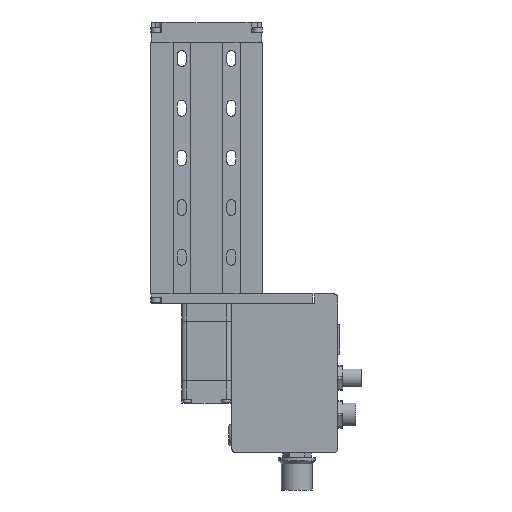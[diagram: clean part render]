
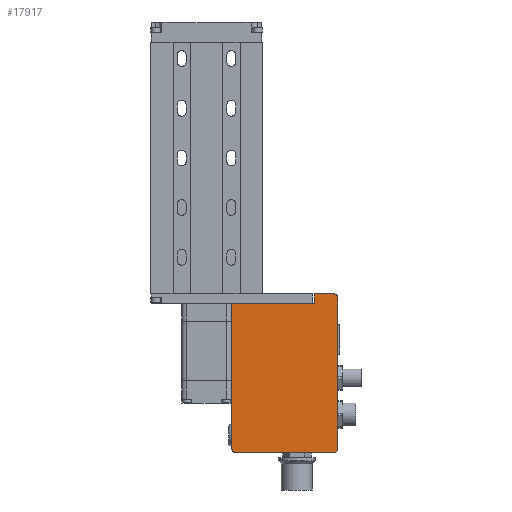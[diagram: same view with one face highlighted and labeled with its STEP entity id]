
A CAD part, front view. The second image highlights one B-rep face of the part: STEP entity #17917.
In plain terms, the highlighted planar face has unit normal (0, -1, 0).
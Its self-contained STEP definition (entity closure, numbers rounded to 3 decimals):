
#372 = LINE ( 'NONE', #10011, #10303 ) ;
#657 = CIRCLE ( 'NONE', #2004, 1.7 ) ;
#765 = LINE ( 'NONE', #7223, #17294 ) ;
#943 = ORIENTED_EDGE ( 'NONE', *, *, #7557, .T. ) ;
#1049 = LINE ( 'NONE', #10880, #1404 ) ;
#1317 = VERTEX_POINT ( 'NONE', #13728 ) ;
#1404 = VECTOR ( 'NONE', #12578, 1000. ) ;
#1535 = EDGE_CURVE ( 'NONE', #15965, #10054, #372, .T. ) ;
#1547 = ORIENTED_EDGE ( 'NONE', *, *, #16819, .T. ) ;
#1654 = VECTOR ( 'NONE', #10450, 1000. ) ;
#1982 = CIRCLE ( 'NONE', #4350, 1.7 ) ;
#2004 = AXIS2_PLACEMENT_3D ( 'NONE', #9007, #8785, #16699 ) ;
#2317 = LINE ( 'NONE', #13508, #1654 ) ;
#2366 = DIRECTION ( 'NONE',  ( 1., 0., 0. ) ) ;
#2860 = DIRECTION ( 'NONE',  ( 0., 0., 1. ) ) ;
#3079 = ORIENTED_EDGE ( 'NONE', *, *, #7760, .F. ) ;
#3283 = CARTESIAN_POINT ( 'NONE',  ( 51.11, -10.17, -60. ) ) ;
#3604 = FACE_OUTER_BOUND ( 'NONE', #17212, .T. ) ;
#4350 = AXIS2_PLACEMENT_3D ( 'NONE', #12085, #17321, #2860 ) ;
#4784 = DIRECTION ( 'NONE',  ( 0., 1., 0. ) ) ;
#5260 = ORIENTED_EDGE ( 'NONE', *, *, #14977, .F. ) ;
#6253 = CARTESIAN_POINT ( 'NONE',  ( 10.16, -10.17, -58.3 ) ) ;
#6321 = DIRECTION ( 'NONE',  ( 0., -1., 0. ) ) ;
#6370 = EDGE_CURVE ( 'NONE', #14940, #15713, #1049, .T. ) ;
#6401 = VECTOR ( 'NONE', #18957, 1000. ) ;
#6487 = ORIENTED_EDGE ( 'NONE', *, *, #1535, .F. ) ;
#7068 = CARTESIAN_POINT ( 'NONE',  ( 52.81, -10.17, -58.3 ) ) ;
#7223 = CARTESIAN_POINT ( 'NONE',  ( 10.16, -10.17, 0. ) ) ;
#7460 = AXIS2_PLACEMENT_3D ( 'NONE', #14387, #4784, #17649 ) ;
#7557 = EDGE_CURVE ( 'NONE', #12946, #20023, #1982, .T. ) ;
#7760 = EDGE_CURVE ( 'NONE', #12946, #17918, #2317, .T. ) ;
#8414 = CARTESIAN_POINT ( 'NONE',  ( 52.81, -10.17, 2.3 ) ) ;
#8785 = DIRECTION ( 'NONE',  ( 0., -1., 0. ) ) ;
#9007 = CARTESIAN_POINT ( 'NONE',  ( 51.11, -10.17, -58.3 ) ) ;
#9397 = DIRECTION ( 'NONE',  ( 0., 0., 1. ) ) ;
#9568 = CARTESIAN_POINT ( 'NONE',  ( 43.41, -10.17, 0. ) ) ;
#9677 = CARTESIAN_POINT ( 'NONE',  ( 43.41, -10.17, 4. ) ) ;
#9899 = LINE ( 'NONE', #20876, #18056 ) ;
#10011 = CARTESIAN_POINT ( 'NONE',  ( 52.81, -10.17, 4. ) ) ;
#10017 = ORIENTED_EDGE ( 'NONE', *, *, #14526, .T. ) ;
#10054 = VERTEX_POINT ( 'NONE', #7068 ) ;
#10064 = AXIS2_PLACEMENT_3D ( 'NONE', #19391, #6321, #9397 ) ;
#10285 = EDGE_CURVE ( 'NONE', #18200, #20023, #9899, .T. ) ;
#10303 = VECTOR ( 'NONE', #18444, 1000. ) ;
#10450 = DIRECTION ( 'NONE',  ( 0., 0., 1. ) ) ;
#10747 = CARTESIAN_POINT ( 'NONE',  ( 43.41, -10.17, 4. ) ) ;
#10880 = CARTESIAN_POINT ( 'NONE',  ( 43.41, -10.17, 0. ) ) ;
#12012 = CARTESIAN_POINT ( 'NONE',  ( 11.86, -10.17, -60. ) ) ;
#12085 = CARTESIAN_POINT ( 'NONE',  ( 11.86, -10.17, -58.3 ) ) ;
#12578 = DIRECTION ( 'NONE',  ( 0., 0., 1. ) ) ;
#12761 = DIRECTION ( 'NONE',  ( -1., 0., 0. ) ) ;
#12833 = LINE ( 'NONE', #9677, #6401 ) ;
#12946 = VERTEX_POINT ( 'NONE', #6253 ) ;
#13508 = CARTESIAN_POINT ( 'NONE',  ( 10.16, -10.17, -60. ) ) ;
#13728 = CARTESIAN_POINT ( 'NONE',  ( 51.11, -10.17, 4. ) ) ;
#14387 = CARTESIAN_POINT ( 'NONE',  ( 0., -10.17, 0. ) ) ;
#14473 = ORIENTED_EDGE ( 'NONE', *, *, #6370, .F. ) ;
#14487 = PLANE ( 'NONE',  #7460 ) ;
#14526 = EDGE_CURVE ( 'NONE', #15965, #1317, #20846, .T. ) ;
#14940 = VERTEX_POINT ( 'NONE', #9568 ) ;
#14977 = EDGE_CURVE ( 'NONE', #15713, #1317, #12833, .T. ) ;
#15713 = VERTEX_POINT ( 'NONE', #10747 ) ;
#15965 = VERTEX_POINT ( 'NONE', #8414 ) ;
#16699 = DIRECTION ( 'NONE',  ( 0., 0., 1. ) ) ;
#16819 = EDGE_CURVE ( 'NONE', #18200, #10054, #657, .T. ) ;
#17212 = EDGE_LOOP ( 'NONE', ( #3079, #943, #19821, #1547, #6487, #10017, #5260, #14473, #20813 ) ) ;
#17294 = VECTOR ( 'NONE', #2366, 1000. ) ;
#17321 = DIRECTION ( 'NONE',  ( 0., -1., 0. ) ) ;
#17649 = DIRECTION ( 'NONE',  ( 0., 0., 1. ) ) ;
#17917 = ADVANCED_FACE ( 'NONE', ( #3604 ), #14487, .F. ) ;
#17918 = VERTEX_POINT ( 'NONE', #18170 ) ;
#18056 = VECTOR ( 'NONE', #12761, 1000. ) ;
#18170 = CARTESIAN_POINT ( 'NONE',  ( 10.16, -10.17, 0. ) ) ;
#18200 = VERTEX_POINT ( 'NONE', #3283 ) ;
#18444 = DIRECTION ( 'NONE',  ( 0., 0., -1. ) ) ;
#18957 = DIRECTION ( 'NONE',  ( 1., 0., 0. ) ) ;
#19316 = EDGE_CURVE ( 'NONE', #17918, #14940, #765, .T. ) ;
#19391 = CARTESIAN_POINT ( 'NONE',  ( 51.11, -10.17, 2.3 ) ) ;
#19821 = ORIENTED_EDGE ( 'NONE', *, *, #10285, .F. ) ;
#20023 = VERTEX_POINT ( 'NONE', #12012 ) ;
#20813 = ORIENTED_EDGE ( 'NONE', *, *, #19316, .F. ) ;
#20846 = CIRCLE ( 'NONE', #10064, 1.7 ) ;
#20876 = CARTESIAN_POINT ( 'NONE',  ( 52.81, -10.17, -60. ) ) ;
